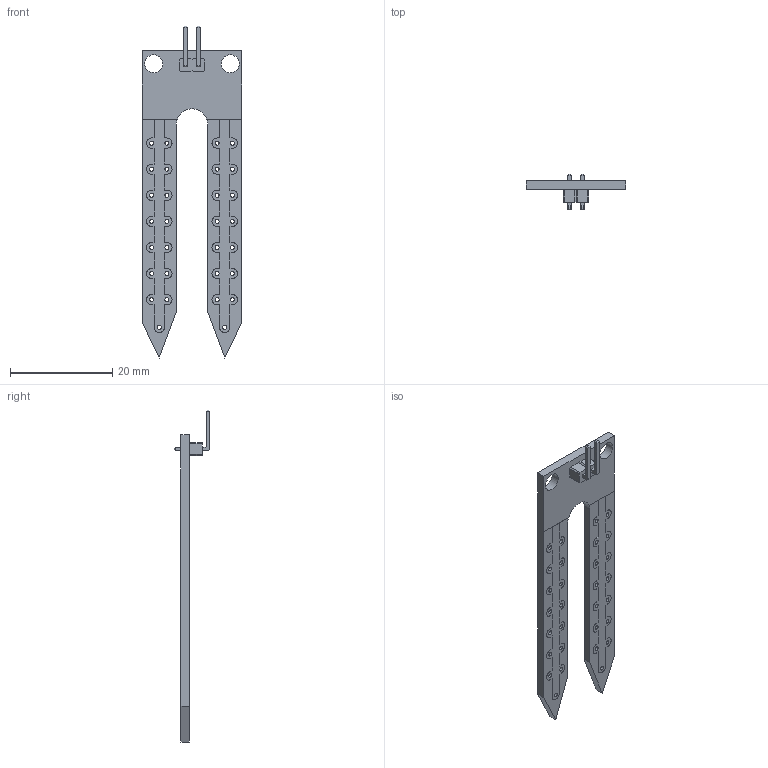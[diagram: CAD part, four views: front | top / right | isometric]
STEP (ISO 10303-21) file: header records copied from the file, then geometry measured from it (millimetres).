
FILE_DESCRIPTION(/* description */ (''),/* implementation_level */ '2;1');
FILE_NAME(/* name */ 'Soil-Moisture-Sensor-Probe.stp',/* time_stamp */ '2017-12-22T18:18:52+01:00',/* author */ ('Martin'),/* organization */ (''),/* preprocessor_version */ 'ST-DEVELOPER v16.13',/* originating_system */ 'Autodesk Inventor 2018',/* authorisation */ '');
FILE_SCHEMA (('AUTOMOTIVE_DESIGN { 1 0 10303 214 3 1 1 }'));
Length unit declared in the file: millimetre
Products named in the file (1): Soil-Moisture-Sensor-Probe
Bounding box: 19.5 x 7 x 64.88 mm (x, y, z)
Volume: 1331.8 mm3; surface area: 2230.3 mm2
Topology: 1 solids, 1 shells, 351 faces, 1046 edges, 702 vertices
Faces by surface type: plane 258, cylinder 93
Full cylindrical faces by diameter (mm): 0.8 x30, 3.5 x2
Entity records: 11699 total; most frequent: CARTESIAN_POINT 2008, ORIENTED_EDGE 1968, DIRECTION 1878, EDGE_CURVE 984, LINE 794, VECTOR 794, VERTEX_POINT 672, AXIS2_PLACEMENT_3D 542
